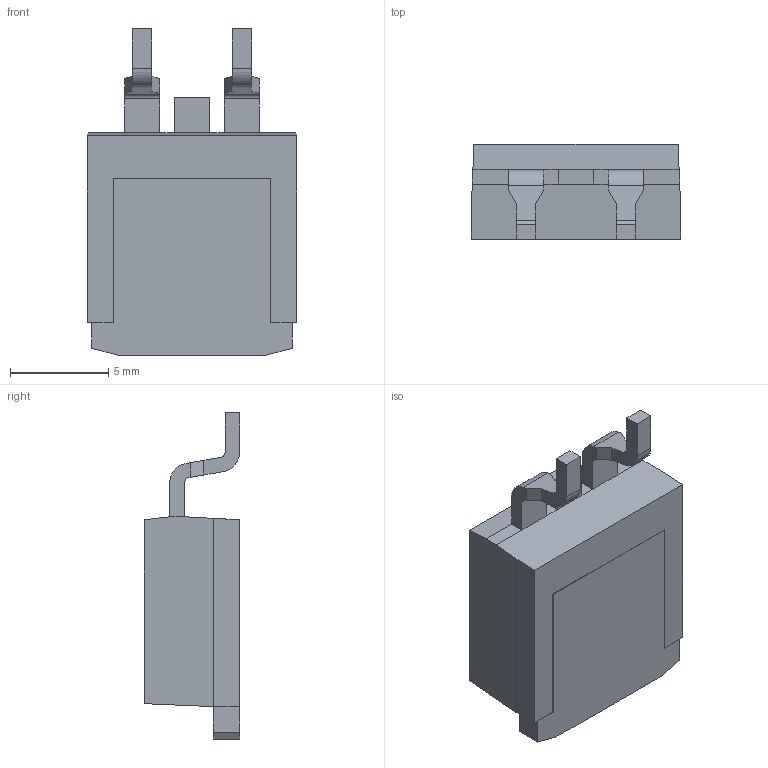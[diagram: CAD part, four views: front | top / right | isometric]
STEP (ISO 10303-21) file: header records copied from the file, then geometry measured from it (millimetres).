
FILE_DESCRIPTION((''),'2;1');
FILE_NAME('TO263AB-3_P5-08_L10-67_W9-65','2019-10-11T',('Dragos'),(''),'PRO/ENGINEER BY PARAMETRIC TECHNOLOGY CORPORATION, 2004440','PRO/ENGINEER BY PARAMETRIC TECHNOLOGY CORPORATION, 2004440','');
FILE_SCHEMA(('AUTOMOTIVE_DESIGN { 1 0 10303 214 1 1 1 1 }'));
Length unit declared in the file: millimetre
Products named in the file (1): TO263AB-3_P5-08_L10-67_W9-65
Bounding box: 10.67 x 4.84 x 16.58 mm (x, y, z)
Volume: 525.2 mm3; surface area: 498.5 mm2
Topology: 1 solids, 1 shells, 333 faces, 948 edges, 626 vertices
Faces by surface type: plane 325, cylinder 8
Entity records: 13701 total; most frequent: CARTESIAN_POINT 1909, ORIENTED_EDGE 1896, DIRECTION 1632, PRESENTATION_STYLE_ASSIGNMENT 967, STYLED_ITEM 950, CURVE_STYLE 949, EDGE_CURVE 948, VECTOR 932
